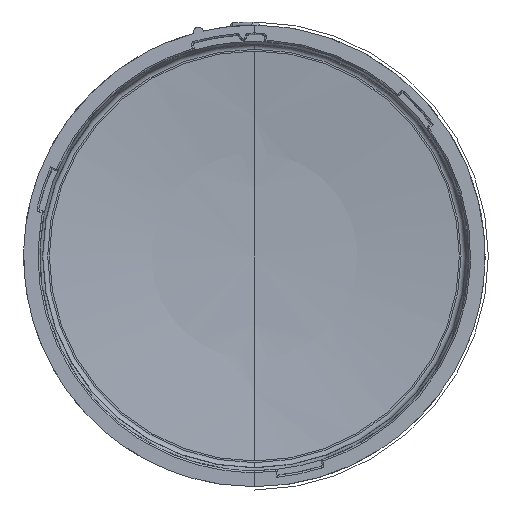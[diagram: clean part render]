
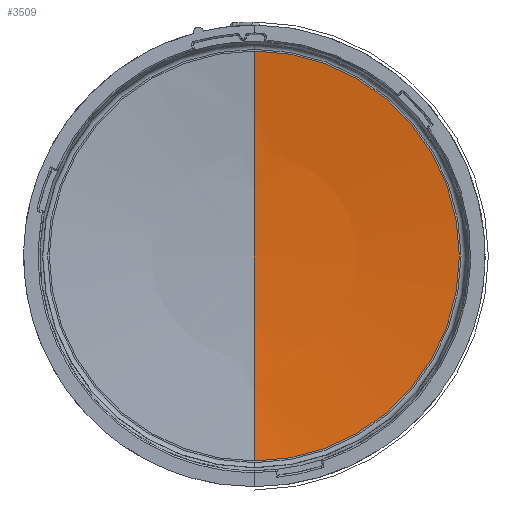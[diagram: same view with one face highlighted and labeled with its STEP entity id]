
A CAD part, front view. The second image highlights one B-rep face of the part: STEP entity #3509.
In plain terms, the highlighted spherical face has radius 242.803 mm.
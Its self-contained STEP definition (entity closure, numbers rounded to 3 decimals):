
#982=CARTESIAN_POINT('',(0.,3.,0.));
#983=DIRECTION('',(0.,1.,0.));
#984=DIRECTION('',(0.,0.,-1.));
#985=AXIS2_PLACEMENT_3D('',#982,#983,#984);
#1002=CARTESIAN_POINT('',(0.,243.803,0.));
#1003=DIRECTION('',(-1.,0.,0.));
#1004=DIRECTION('',(0.,-1.,0.));
#1005=AXIS2_PLACEMENT_3D('',#1002,#1003,#1004);
#1007=CARTESIAN_POINT('',(0.,243.803,0.));
#1008=DIRECTION('',(1.,0.,0.));
#1009=DIRECTION('',(0.,-1.,0.));
#1010=AXIS2_PLACEMENT_3D('',#1007,#1008,#1009);
#2293=CARTESIAN_POINT('',(0.,3.,-31.1));
#2294=CARTESIAN_POINT('',(0.,3.,31.1));
#2295=VERTEX_POINT('',#2293);
#2296=VERTEX_POINT('',#2294);
#2299=CARTESIAN_POINT('',(0.,1.,0.));
#2300=VERTEX_POINT('',#2299);
#3497=CARTESIAN_POINT('',(0.,243.803,0.));
#3498=DIRECTION('',(0.,-1.,0.));
#3499=DIRECTION('',(0.,0.,1.));
#3500=AXIS2_PLACEMENT_3D('',#3497,#3498,#3499);
#3501=SPHERICAL_SURFACE('',#3500,242.803);
#3502=ORIENTED_EDGE('',*,*,#3490,.F.);
#3504=ORIENTED_EDGE('',*,*,#3503,.F.);
#3506=ORIENTED_EDGE('',*,*,#3505,.T.);
#3507=EDGE_LOOP('',(#3502,#3504,#3506));
#3508=FACE_OUTER_BOUND('',#3507,.F.);
#3509=ADVANCED_FACE('',(#3508),#3501,.F.);
#986=CIRCLE('',#985,31.1);
#1006=CIRCLE('',#1005,242.803);
#1011=CIRCLE('',#1010,242.803);
#3490=EDGE_CURVE('',#2295,#2296,#986,.T.);
#3503=EDGE_CURVE('',#2300,#2295,#1011,.T.);
#3505=EDGE_CURVE('',#2300,#2296,#1006,.T.);
